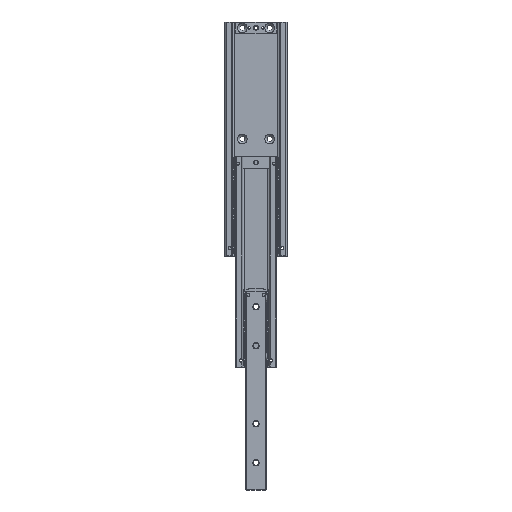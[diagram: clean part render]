
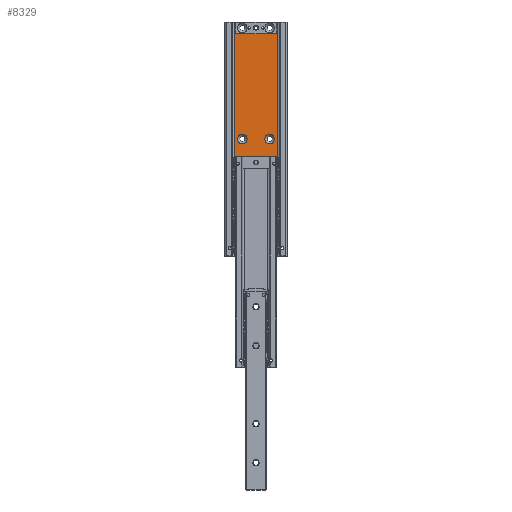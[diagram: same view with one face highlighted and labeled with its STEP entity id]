
A CAD part, top view. The second image highlights one B-rep face of the part: STEP entity #8329.
In plain terms, the highlighted planar face has unit normal (0, 0, 1).
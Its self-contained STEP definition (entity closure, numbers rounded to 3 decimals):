
#219=PLANE('',#10408);
#1319=EDGE_LOOP('',(#5165,#5166,#5167,#5168));
#1320=EDGE_LOOP('',(#5169));
#1321=EDGE_LOOP('',(#5170));
#1322=EDGE_LOOP('',(#5171));
#1323=EDGE_LOOP('',(#5172));
#1324=EDGE_LOOP('',(#5173));
#1325=EDGE_LOOP('',(#5174));
#1326=EDGE_LOOP('',(#5175));
#1327=EDGE_LOOP('',(#5176));
#1328=EDGE_LOOP('',(#5177));
#1930=CIRCLE('',#10399,6.3);
#1931=CIRCLE('',#10400,6.3);
#1932=CIRCLE('',#10401,3.3);
#1933=CIRCLE('',#10402,1.5);
#1934=CIRCLE('',#10403,3.75);
#1935=CIRCLE('',#10404,3.3);
#1936=CIRCLE('',#10405,1.5);
#1937=CIRCLE('',#10406,6.3);
#1938=CIRCLE('',#10407,6.3);
#2515=LINE('',#16384,#3300);
#2528=LINE('',#16436,#3313);
#2529=LINE('',#16438,#3314);
#2530=LINE('',#16440,#3315);
#3300=VECTOR('',#12313,1.);
#3313=VECTOR('',#12356,1.);
#3314=VECTOR('',#12357,1.);
#3315=VECTOR('',#12358,1.);
#5165=ORIENTED_EDGE('',*,*,#7265,.F.);
#5166=ORIENTED_EDGE('',*,*,#7238,.F.);
#5167=ORIENTED_EDGE('',*,*,#7266,.T.);
#5168=ORIENTED_EDGE('',*,*,#7267,.T.);
#5169=ORIENTED_EDGE('',*,*,#7268,.T.);
#5170=ORIENTED_EDGE('',*,*,#7269,.T.);
#5171=ORIENTED_EDGE('',*,*,#7270,.T.);
#5172=ORIENTED_EDGE('',*,*,#7271,.T.);
#5173=ORIENTED_EDGE('',*,*,#7272,.T.);
#5174=ORIENTED_EDGE('',*,*,#7273,.F.);
#5175=ORIENTED_EDGE('',*,*,#7274,.F.);
#5176=ORIENTED_EDGE('',*,*,#7275,.F.);
#5177=ORIENTED_EDGE('',*,*,#7276,.F.);
#7238=EDGE_CURVE('',#9372,#9373,#2515,.T.);
#7265=EDGE_CURVE('',#9373,#9396,#2528,.T.);
#7266=EDGE_CURVE('',#9372,#9397,#2529,.T.);
#7267=EDGE_CURVE('',#9397,#9396,#2530,.T.);
#7268=EDGE_CURVE('',#9398,#9398,#1930,.T.);
#7269=EDGE_CURVE('',#9399,#9399,#1931,.T.);
#7270=EDGE_CURVE('',#9400,#9400,#1932,.T.);
#7271=EDGE_CURVE('',#9401,#9401,#1933,.T.);
#7272=EDGE_CURVE('',#9402,#9402,#1934,.T.);
#7273=EDGE_CURVE('',#9403,#9403,#1935,.T.);
#7274=EDGE_CURVE('',#9404,#9404,#1936,.T.);
#7275=EDGE_CURVE('',#9405,#9405,#1937,.T.);
#7276=EDGE_CURVE('',#9406,#9406,#1938,.T.);
#8329=ADVANCED_FACE('',(#8690,#8691,#8692,#8693,#8694,#8695,#8696,#8697,
#8698,#8699),#219,.F.);
#8690=FACE_BOUND('',#1319,.T.);
#8691=FACE_BOUND('',#1320,.T.);
#8692=FACE_BOUND('',#1321,.T.);
#8693=FACE_BOUND('',#1322,.T.);
#8694=FACE_BOUND('',#1323,.T.);
#8695=FACE_BOUND('',#1324,.T.);
#8696=FACE_BOUND('',#1325,.T.);
#8697=FACE_BOUND('',#1326,.T.);
#8698=FACE_BOUND('',#1327,.T.);
#8699=FACE_BOUND('',#1328,.T.);
#9372=VERTEX_POINT('',#16385);
#9373=VERTEX_POINT('',#16386);
#9396=VERTEX_POINT('',#16437);
#9397=VERTEX_POINT('',#16439);
#9398=VERTEX_POINT('',#16442);
#9399=VERTEX_POINT('',#16444);
#9400=VERTEX_POINT('',#16446);
#9401=VERTEX_POINT('',#16448);
#9402=VERTEX_POINT('',#16450);
#9403=VERTEX_POINT('',#16452);
#9404=VERTEX_POINT('',#16454);
#9405=VERTEX_POINT('',#16456);
#9406=VERTEX_POINT('',#16458);
#10399=AXIS2_PLACEMENT_3D('',#16441,#12359,#12360);
#10400=AXIS2_PLACEMENT_3D('',#16443,#12361,#12362);
#10401=AXIS2_PLACEMENT_3D('',#16445,#12363,#12364);
#10402=AXIS2_PLACEMENT_3D('',#16447,#12365,#12366);
#10403=AXIS2_PLACEMENT_3D('',#16449,#12367,#12368);
#10404=AXIS2_PLACEMENT_3D('',#16451,#12369,#12370);
#10405=AXIS2_PLACEMENT_3D('',#16453,#12371,#12372);
#10406=AXIS2_PLACEMENT_3D('',#16455,#12373,#12374);
#10407=AXIS2_PLACEMENT_3D('',#16457,#12375,#12376);
#10408=AXIS2_PLACEMENT_3D('',#16459,#12377,#12378);
#12313=DIRECTION('',(-1.,0.,0.));
#12356=DIRECTION('',(0.,1.,0.));
#12357=DIRECTION('',(0.,1.,0.));
#12358=DIRECTION('',(-1.,0.,0.));
#12359=DIRECTION('',(0.,0.,-1.));
#12360=DIRECTION('',(-1.,0.,0.));
#12361=DIRECTION('',(0.,0.,-1.));
#12362=DIRECTION('',(-1.,0.,0.));
#12363=DIRECTION('',(0.,0.,-1.));
#12364=DIRECTION('',(-1.,0.,0.));
#12365=DIRECTION('',(0.,0.,-1.));
#12366=DIRECTION('',(-1.,0.,0.));
#12367=DIRECTION('',(0.,0.,-1.));
#12368=DIRECTION('',(-1.,0.,0.));
#12369=DIRECTION('',(0.,0.,1.));
#12370=DIRECTION('',(-1.,0.,0.));
#12371=DIRECTION('',(0.,0.,1.));
#12372=DIRECTION('',(-1.,0.,0.));
#12373=DIRECTION('',(0.,0.,1.));
#12374=DIRECTION('',(-1.,0.,0.));
#12375=DIRECTION('',(0.,0.,1.));
#12376=DIRECTION('',(-1.,0.,0.));
#12377=DIRECTION('',(0.,0.,-1.));
#12378=DIRECTION('',(0.,1.,0.));
#16384=CARTESIAN_POINT('',(-1488.781,-2705.1,-18.125));
#16385=CARTESIAN_POINT('',(-1488.781,-2705.1,-18.125));
#16386=CARTESIAN_POINT('',(-1544.219,-2705.1,-18.125));
#16436=CARTESIAN_POINT('',(-1544.219,-2370.1,-18.125));
#16437=CARTESIAN_POINT('',(-1544.219,-2405.1,-18.125));
#16438=CARTESIAN_POINT('',(-1488.781,-2370.1,-18.125));
#16439=CARTESIAN_POINT('',(-1488.781,-2405.1,-18.125));
#16440=CARTESIAN_POINT('',(-1488.781,-2405.1,-18.125));
#16441=CARTESIAN_POINT('',(-1499.,-2697.6,-18.125));
#16442=CARTESIAN_POINT('',(-1505.3,-2697.6,-18.125));
#16443=CARTESIAN_POINT('',(-1534.,-2697.6,-18.125));
#16444=CARTESIAN_POINT('',(-1540.3,-2697.6,-18.125));
#16445=CARTESIAN_POINT('',(-1534.,-2412.6,-18.125));
#16446=CARTESIAN_POINT('',(-1537.3,-2412.6,-18.125));
#16447=CARTESIAN_POINT('',(-1525.25,-2412.6,-18.125));
#16448=CARTESIAN_POINT('',(-1526.75,-2412.6,-18.125));
#16449=CARTESIAN_POINT('',(-1516.5,-2412.6,-18.125));
#16450=CARTESIAN_POINT('',(-1520.25,-2412.6,-18.125));
#16451=CARTESIAN_POINT('',(-1499.,-2412.6,-18.125));
#16452=CARTESIAN_POINT('',(-1502.3,-2412.6,-18.125));
#16453=CARTESIAN_POINT('',(-1507.75,-2412.6,-18.125));
#16454=CARTESIAN_POINT('',(-1509.25,-2412.6,-18.125));
#16455=CARTESIAN_POINT('',(-1534.,-2555.1,-18.125));
#16456=CARTESIAN_POINT('',(-1540.3,-2555.1,-18.125));
#16457=CARTESIAN_POINT('',(-1499.,-2555.1,-18.125));
#16458=CARTESIAN_POINT('',(-1505.3,-2555.1,-18.125));
#16459=CARTESIAN_POINT('',(-1488.781,-2370.1,-18.125));
